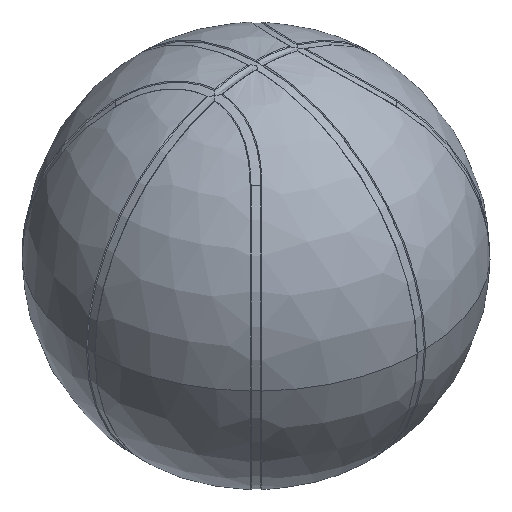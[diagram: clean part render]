
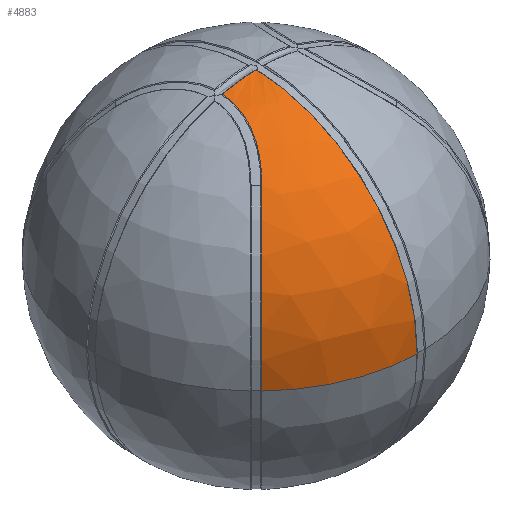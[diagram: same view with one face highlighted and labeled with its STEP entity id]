
A CAD part, isometric view. The second image highlights one B-rep face of the part: STEP entity #4883.
In plain terms, the highlighted spherical face has radius 120 mm.
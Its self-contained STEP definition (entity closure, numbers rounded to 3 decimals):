
#40 = DIRECTION ( 'NONE',  ( 0.707, 0.707, 0. ) ) ;
#110 = CIRCLE ( 'NONE', #2407, 120. ) ;
#131 = CARTESIAN_POINT ( 'NONE',  ( -47.642, -51.883, 97.185 ) ) ;
#160 = ORIENTED_EDGE ( 'NONE', *, *, #1872, .T. ) ;
#184 = CARTESIAN_POINT ( 'NONE',  ( -27.474, -8.067, 116.561 ) ) ;
#204 = CARTESIAN_POINT ( 'NONE',  ( 0., -2.999, 0. ) ) ;
#242 = CARTESIAN_POINT ( 'NONE',  ( -49.077, -53.318, 95.649 ) ) ;
#256 = VERTEX_POINT ( 'NONE', #264 ) ;
#264 = CARTESIAN_POINT ( 'NONE',  ( -27.146, -2.999, 116.851 ) ) ;
#285 = CARTESIAN_POINT ( 'NONE',  ( -2.996, -119.963, 0. ) ) ;
#316 = EDGE_CURVE ( 'NONE', #2210, #994, #879, .T. ) ;
#334 = VERTEX_POINT ( 'NONE', #5048 ) ;
#456 = EDGE_CURVE ( 'NONE', #256, #334, #3996, .T. ) ;
#547 = ORIENTED_EDGE ( 'NONE', *, *, #316, .T. ) ;
#671 = B_SPLINE_CURVE_WITH_KNOTS ( 'NONE', 3,
 ( #4359, #5204, #184, #1840, #3541, #4890, #1019, #1078, #1873, #2764, #2343, #3571, #5283, #4039, #5228, #4836, #5253, #3115, #4780, #1399, #1426, #1104, #2232, #1456, #131, #242 ),
 .UNSPECIFIED., .F., .F.,
 ( 4, 2, 2, 2, 2, 2, 2, 2, 2, 2, 2, 2, 4 ),
 ( 0.067, 0.075, 0.079, 0.082, 0.086, 0.09, 0.094, 0.098, 0.101, 0.105, 0.113, 0.121, 0.128 ),
 .UNSPECIFIED. ) ;
#879 = CIRCLE ( 'NONE', #5029, 119.963 ) ;
#994 = VERTEX_POINT ( 'NONE', #1679 ) ;
#1019 = CARTESIAN_POINT ( 'NONE',  ( -28.944, -16.735, 115.255 ) ) ;
#1078 = CARTESIAN_POINT ( 'NONE',  ( -29.531, -19.15, 114.729 ) ) ;
#1104 = CARTESIAN_POINT ( 'NONE',  ( -42.164, -45.402, 102.798 ) ) ;
#1291 = AXIS2_PLACEMENT_3D ( 'NONE', #2062, #5414, #4994 ) ;
#1399 = CARTESIAN_POINT ( 'NONE',  ( -38.396, -39.892, 106.493 ) ) ;
#1426 = CARTESIAN_POINT ( 'NONE',  ( -39.614, -41.79, 105.313 ) ) ;
#1456 = CARTESIAN_POINT ( 'NONE',  ( -46.233, -50.357, 98.657 ) ) ;
#1679 = CARTESIAN_POINT ( 'NONE',  ( -82.706, -86.947, 0. ) ) ;
#1840 = CARTESIAN_POINT ( 'NONE',  ( -28., -11.81, 116.095 ) ) ;
#1872 = EDGE_CURVE ( 'NONE', #256, #2210, #671, .T. ) ;
#1873 = CARTESIAN_POINT ( 'NONE',  ( -29.852, -20.344, 114.44 ) ) ;
#2033 = FACE_OUTER_BOUND ( 'NONE', #2826, .T. ) ;
#2062 = CARTESIAN_POINT ( 'NONE',  ( 0., 0., 0. ) ) ;
#2210 = VERTEX_POINT ( 'NONE', #3067 ) ;
#2232 = CARTESIAN_POINT ( 'NONE',  ( -43.494, -47.117, 101.463 ) ) ;
#2307 = EDGE_CURVE ( 'NONE', #994, #5484, #110, .T. ) ;
#2343 = CARTESIAN_POINT ( 'NONE',  ( -30.927, -23.873, 113.469 ) ) ;
#2407 = AXIS2_PLACEMENT_3D ( 'NONE', #2838, #4502, #4997 ) ;
#2558 = DIRECTION ( 'NONE',  ( 0.707, -0.707, 0. ) ) ;
#2764 = CARTESIAN_POINT ( 'NONE',  ( -30.55, -22.706, 113.81 ) ) ;
#2826 = EDGE_LOOP ( 'NONE', ( #547, #3218, #5066, #3798, #160 ) ) ;
#2838 = CARTESIAN_POINT ( 'NONE',  ( 0., 0., 0. ) ) ;
#2884 = CIRCLE ( 'NONE', #3955, 119.963 ) ;
#2914 = SPHERICAL_SURFACE ( 'NONE', #1291, 120. ) ;
#3067 = CARTESIAN_POINT ( 'NONE',  ( -49.077, -53.318, 95.649 ) ) ;
#3070 = DIRECTION ( 'NONE',  ( 0., -1., 0. ) ) ;
#3115 = CARTESIAN_POINT ( 'NONE',  ( -36.116, -35.9, 108.667 ) ) ;
#3165 = DIRECTION ( 'NONE',  ( 0., 1., 0. ) ) ;
#3218 = ORIENTED_EDGE ( 'NONE', *, *, #2307, .T. ) ;
#3334 = CARTESIAN_POINT ( 'NONE',  ( 2.12, -2.12, 0. ) ) ;
#3541 = CARTESIAN_POINT ( 'NONE',  ( -28.206, -13.05, 115.913 ) ) ;
#3571 = CARTESIAN_POINT ( 'NONE',  ( -31.73, -26.17, 112.738 ) ) ;
#3798 = ORIENTED_EDGE ( 'NONE', *, *, #456, .F. ) ;
#3920 = DIRECTION ( 'NONE',  ( 1., 0., 0. ) ) ;
#3955 = AXIS2_PLACEMENT_3D ( 'NONE', #3990, #5184, #3070 ) ;
#3990 = CARTESIAN_POINT ( 'NONE',  ( -2.996, 0., 0. ) ) ;
#3996 = CIRCLE ( 'NONE', #5149, 119.963 ) ;
#4039 = CARTESIAN_POINT ( 'NONE',  ( -33.058, -29.528, 111.521 ) ) ;
#4359 = CARTESIAN_POINT ( 'NONE',  ( -27.146, -2.999, 116.851 ) ) ;
#4502 = DIRECTION ( 'NONE',  ( 0., 0., 1. ) ) ;
#4579 = EDGE_CURVE ( 'NONE', #5484, #334, #2884, .T. ) ;
#4780 = CARTESIAN_POINT ( 'NONE',  ( -36.674, -36.915, 108.138 ) ) ;
#4836 = CARTESIAN_POINT ( 'NONE',  ( -34.525, -32.776, 110.161 ) ) ;
#4883 = ADVANCED_FACE ( 'NONE', ( #2033 ), #2914, .T. ) ;
#4890 = CARTESIAN_POINT ( 'NONE',  ( -28.678, -15.514, 115.492 ) ) ;
#4994 = DIRECTION ( 'NONE',  ( -1., 0., 0. ) ) ;
#4997 = DIRECTION ( 'NONE',  ( 1., 0., 0. ) ) ;
#5029 = AXIS2_PLACEMENT_3D ( 'NONE', #3334, #2558, #40 ) ;
#5048 = CARTESIAN_POINT ( 'NONE',  ( -2.996, -2.999, 119.925 ) ) ;
#5066 = ORIENTED_EDGE ( 'NONE', *, *, #4579, .T. ) ;
#5149 = AXIS2_PLACEMENT_3D ( 'NONE', #204, #3165, #3920 ) ;
#5184 = DIRECTION ( 'NONE',  ( -1., 0., 0. ) ) ;
#5204 = CARTESIAN_POINT ( 'NONE',  ( -27.246, -5.534, 116.762 ) ) ;
#5228 = CARTESIAN_POINT ( 'NONE',  ( -33.533, -30.626, 111.082 ) ) ;
#5253 = CARTESIAN_POINT ( 'NONE',  ( -35.042, -33.831, 109.678 ) ) ;
#5283 = CARTESIAN_POINT ( 'NONE',  ( -32.157, -27.301, 112.349 ) ) ;
#5414 = DIRECTION ( 'NONE',  ( 0., 0., -1. ) ) ;
#5484 = VERTEX_POINT ( 'NONE', #285 ) ;
